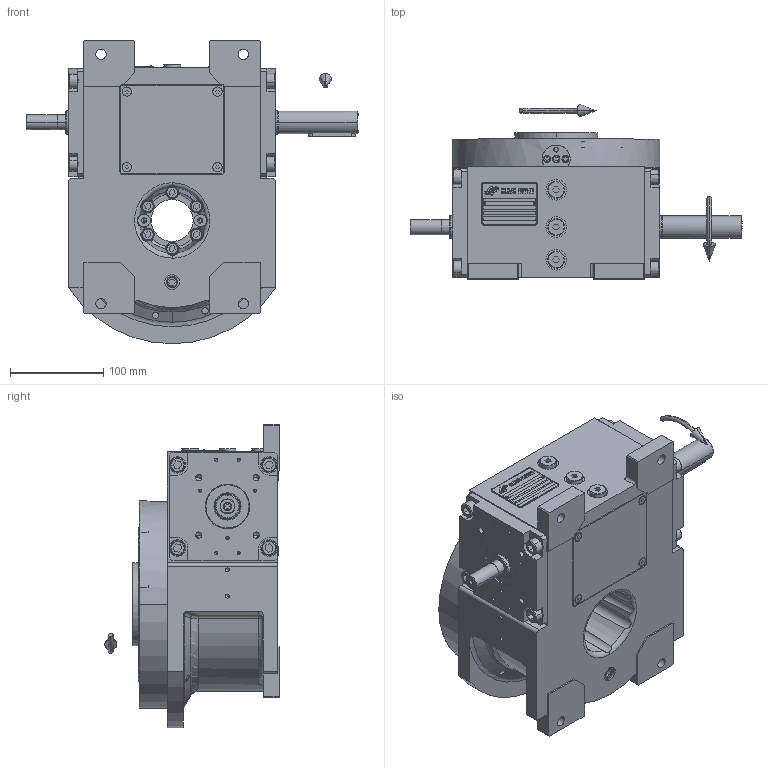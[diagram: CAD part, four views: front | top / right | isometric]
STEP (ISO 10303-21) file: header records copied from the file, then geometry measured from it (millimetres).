
FILE_DESCRIPTION (( 'STEP AP214' ), '1' );
FILE_NAME ('PC5200408.step', '2024-06-19T06:16:39', ( '' ), ( '' ), 'SwSTEP 2.0', 'SolidWorks 2020', '' );
FILE_SCHEMA (( 'AUTOMOTIVE_DESIGN' ));
Length unit declared in the file: millimetre
Products named in the file (79): cfn2128_04_004; cfn2003_01_054; rig06_005_n_01; cfn2107_01_001; cfn2158_01_010; cfn2155_01_056; cfn2000_01_124; cfn2070_05_005; cfn2000_01_126; CFN2010_01_012^rig06_071_06_m_asm(2)_rig06_071_06_m_asm.stp; cfn2000_01_103; AS_rig06_016; CFN2000_01_185^RIG06_005_ASM_rig06_071_06_m_asm(2)_rig06_071_06_m_asm.stp; rig06_004_s_001; CFN2223_01-570X6-B^rig06_071_06_m_asm(2)_rig06_071_06_m_asm.stp; cfn2115_02_165; AS_rig06_002_bl_001; CFN2010_02_002^rig06_071_06_m_asm(2)_rig06_071_06_m_asm.stp; 900_38_30_003; olio_agip_blasia_150; cfn2476_01_002_60x46; cfn2115_01_005; cfn2155_01_303; rig06_017; RIG06_005_ASM^rig06_071_06_m_asm(2)_rig06_071_06_m_asm.stp; AS_cfn2476_01_002_60x46; AS_rig06_017; rig06_004; rig06_007_master; cfn2077_01_018; cfn2276_01_074; cfn2104_01_016; CFN2104_02_017^RIG06_005_ASM_rig06_071_06_m_asm(2)_rig06_071_06_m_asm.stp; freccia_angolare; rig06_001_a_s_027; cfn2151_01_109; rig06_002_bl_001; cfn2158_01_011; freccia_angolare_albero; AS_rig06_071_6_m ...
Assembly tree (71 placements, depth 5):
  cfn2158_01_010
  CFN2010_01_012^rig06_071_06_m_asm(2)_rig06_071_06_m_asm.stp
  CFN2223_01-570X6-B^rig06_071_06_m_asm(2)_rig06_071_06_m_asm.stp
  cfn2115_02_165
  olio_agip_blasia_150
Bounding box: 355.5 x 187 x 325 mm (x, y, z)
Volume: 2319341.3 mm3; surface area: 757165.6 mm2
Topology: 62 solids, 62 shells, 2017 faces, 5003 edges, 3203 vertices
Faces by surface type: plane 1021, cylinder 647, cone 319, torus 18, bspline 6, sphere 6
Entity records: 63844 total; most frequent: CARTESIAN_POINT 15184, DIRECTION 9634, ORIENTED_EDGE 9266, EDGE_CURVE 4633, AXIS2_PLACEMENT_3D 3323, VERTEX_POINT 3022, LINE 2988, VECTOR 2988
